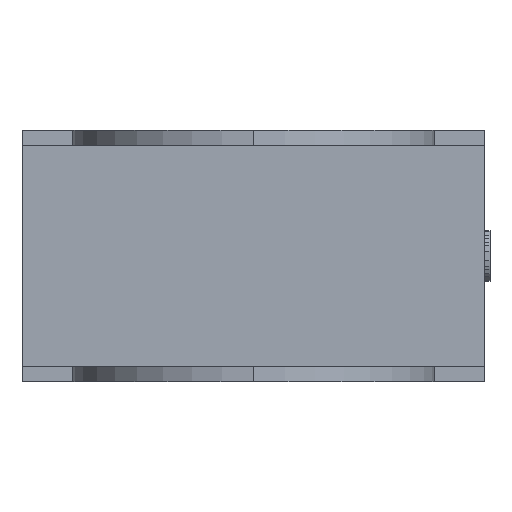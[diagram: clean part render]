
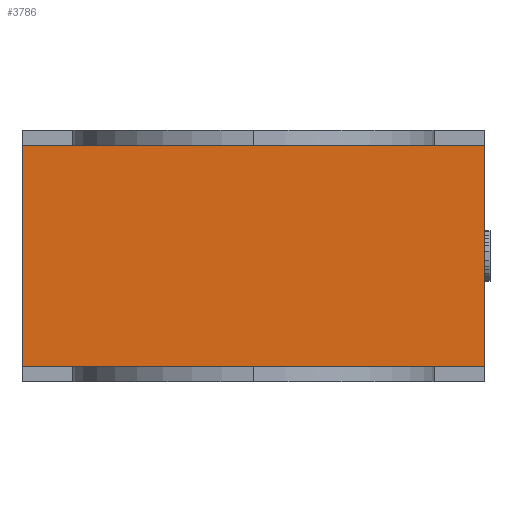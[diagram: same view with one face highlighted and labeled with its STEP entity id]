
A CAD part, front view. The second image highlights one B-rep face of the part: STEP entity #3786.
In plain terms, the highlighted planar face has unit normal (0, -1, 0).
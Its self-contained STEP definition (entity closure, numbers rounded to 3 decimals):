
#175=DIRECTION('',(0.,0.,-1.));
#176=VECTOR('',#175,22.);
#177=CARTESIAN_POINT('',(23.,-25.,11.));
#178=LINE('',#177,#176);
#653=DIRECTION('',(1.,0.,0.));
#654=VECTOR('',#653,46.);
#655=CARTESIAN_POINT('',(-23.,-25.,-11.));
#656=LINE('',#655,#654);
#681=DIRECTION('',(0.,0.,1.));
#682=VECTOR('',#681,22.);
#683=CARTESIAN_POINT('',(-23.,-25.,-11.));
#684=LINE('',#683,#682);
#1160=DIRECTION('',(1.,0.,0.));
#1161=VECTOR('',#1160,46.);
#1162=CARTESIAN_POINT('',(-23.,-25.,11.));
#1163=LINE('',#1162,#1161);
#2622=CARTESIAN_POINT('',(23.,-25.,11.));
#2624=VERTEX_POINT('',#2622);
#2626=CARTESIAN_POINT('',(-23.,-25.,11.));
#2627=VERTEX_POINT('',#2626);
#2634=CARTESIAN_POINT('',(23.,-25.,-11.));
#2636=VERTEX_POINT('',#2634);
#2956=CARTESIAN_POINT('',(-23.,-25.,-11.));
#2957=VERTEX_POINT('',#2956);
#3773=CARTESIAN_POINT('',(0.,-25.,0.));
#3774=DIRECTION('',(0.,1.,0.));
#3775=DIRECTION('',(1.,0.,0.));
#3776=AXIS2_PLACEMENT_3D('',#3773,#3774,#3775);
#3777=PLANE('',#3776);
#3778=ORIENTED_EDGE('',*,*,#3374,.F.);
#3780=ORIENTED_EDGE('',*,*,#3779,.T.);
#3782=ORIENTED_EDGE('',*,*,#3781,.T.);
#3783=ORIENTED_EDGE('',*,*,#3506,.T.);
#3784=EDGE_LOOP('',(#3778,#3780,#3782,#3783));
#3785=FACE_OUTER_BOUND('',#3784,.F.);
#3786=ADVANCED_FACE('',(#3785),#3777,.F.);
#3374=EDGE_CURVE('',#2957,#2636,#656,.T.);
#3506=EDGE_CURVE('',#2624,#2636,#178,.T.);
#3779=EDGE_CURVE('',#2957,#2627,#684,.T.);
#3781=EDGE_CURVE('',#2627,#2624,#1163,.T.);
